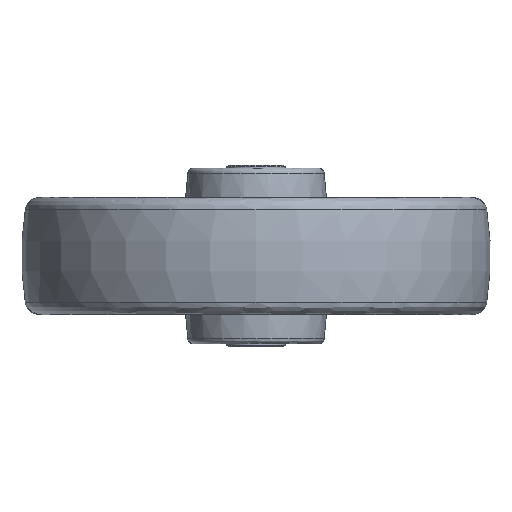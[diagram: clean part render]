
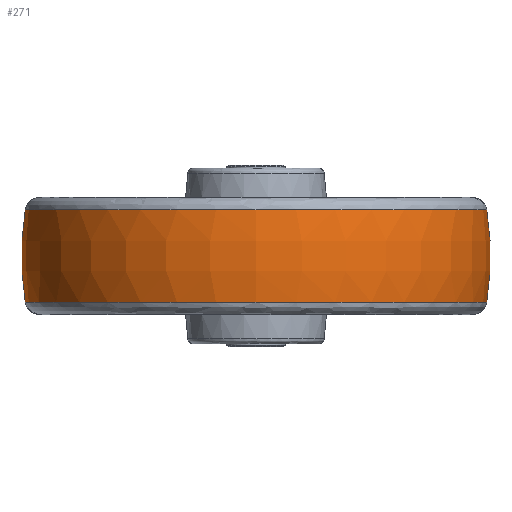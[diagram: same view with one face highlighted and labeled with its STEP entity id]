
A CAD part, front view. The second image highlights one B-rep face of the part: STEP entity #271.
In plain terms, the highlighted toroidal (fillet/blend) face has major radius 20 mm and minor radius 100 mm.
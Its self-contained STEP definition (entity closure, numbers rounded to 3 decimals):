
#2 = DIRECTION ( 'NONE',  ( 0., 1., 0. ) ) ;
#20 = EDGE_CURVE ( 'NONE', #370, #1591, #2550, .T. ) ;
#216 = EDGE_CURVE ( 'NONE', #1754, #370, #1249, .T. ) ;
#270 = DIRECTION ( 'NONE',  ( 0., -1., 0. ) ) ;
#271 = ADVANCED_FACE ( 'NONE', ( #2213 ), #1364, .T. ) ;
#370 = VERTEX_POINT ( 'NONE', #3221 ) ;
#413 = CARTESIAN_POINT ( 'NONE',  ( 78.746, 0., -15.789 ) ) ;
#445 = DIRECTION ( 'NONE',  ( 0., 0., 1. ) ) ;
#450 = AXIS2_PLACEMENT_3D ( 'NONE', #727, #2, #1556 ) ;
#628 = AXIS2_PLACEMENT_3D ( 'NONE', #629, #2192, #1629 ) ;
#629 = CARTESIAN_POINT ( 'NONE',  ( 0., 0., 15.789 ) ) ;
#638 = EDGE_CURVE ( 'NONE', #1970, #1754, #1190, .T. ) ;
#671 = CARTESIAN_POINT ( 'NONE',  ( 0., 0., -15.789 ) ) ;
#698 = ORIENTED_EDGE ( 'NONE', *, *, #216, .T. ) ;
#727 = CARTESIAN_POINT ( 'NONE',  ( 20., 0., 0. ) ) ;
#735 = AXIS2_PLACEMENT_3D ( 'NONE', #2114, #270, #2651 ) ;
#884 = DIRECTION ( 'NONE',  ( 1., 0., 0. ) ) ;
#1142 = ORIENTED_EDGE ( 'NONE', *, *, #638, .T. ) ;
#1190 = CIRCLE ( 'NONE', #1578, 78.746 ) ;
#1249 = CIRCLE ( 'NONE', #735, 100. ) ;
#1364 = TOROIDAL_SURFACE ( 'NONE', #1755, -20., 100. ) ;
#1413 = CARTESIAN_POINT ( 'NONE',  ( -78.746, 0., -15.789 ) ) ;
#1417 = DIRECTION ( 'NONE',  ( 0., 0., 1. ) ) ;
#1518 = DIRECTION ( 'NONE',  ( -0.998, 0.063, 0. ) ) ;
#1556 = DIRECTION ( 'NONE',  ( -1., 0., 0. ) ) ;
#1578 = AXIS2_PLACEMENT_3D ( 'NONE', #671, #445, #1518 ) ;
#1591 = VERTEX_POINT ( 'NONE', #2567 ) ;
#1629 = DIRECTION ( 'NONE',  ( -0.998, 0.063, 0. ) ) ;
#1754 = VERTEX_POINT ( 'NONE', #413 ) ;
#1755 = AXIS2_PLACEMENT_3D ( 'NONE', #2760, #1417, #884 ) ;
#1957 = CIRCLE ( 'NONE', #450, 100. ) ;
#1970 = VERTEX_POINT ( 'NONE', #1413 ) ;
#2038 = ORIENTED_EDGE ( 'NONE', *, *, #20, .T. ) ;
#2114 = CARTESIAN_POINT ( 'NONE',  ( -20., 0., 0. ) ) ;
#2192 = DIRECTION ( 'NONE',  ( 0., 0., -1. ) ) ;
#2213 = FACE_OUTER_BOUND ( 'NONE', #3081, .T. ) ;
#2550 = CIRCLE ( 'NONE', #628, 78.746 ) ;
#2567 = CARTESIAN_POINT ( 'NONE',  ( -78.746, 0., 15.789 ) ) ;
#2651 = DIRECTION ( 'NONE',  ( 0., 0., -1. ) ) ;
#2733 = EDGE_CURVE ( 'NONE', #1970, #1591, #1957, .T. ) ;
#2760 = CARTESIAN_POINT ( 'NONE',  ( 0., 0., 0. ) ) ;
#3081 = EDGE_LOOP ( 'NONE', ( #3214, #1142, #698, #2038 ) ) ;
#3214 = ORIENTED_EDGE ( 'NONE', *, *, #2733, .F. ) ;
#3221 = CARTESIAN_POINT ( 'NONE',  ( 78.746, 0., 15.789 ) ) ;
